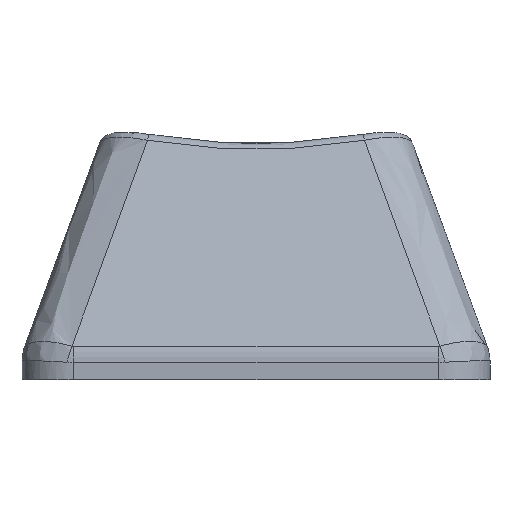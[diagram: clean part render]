
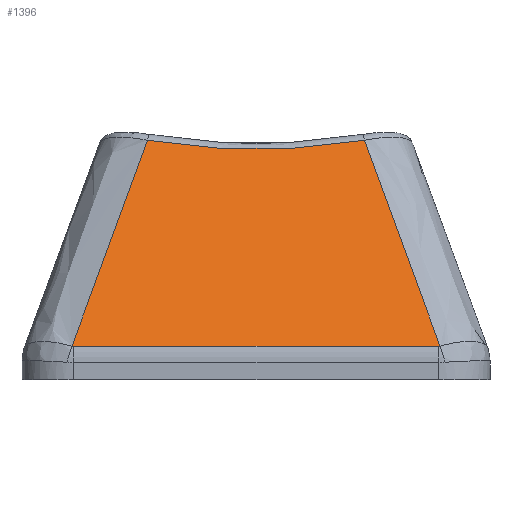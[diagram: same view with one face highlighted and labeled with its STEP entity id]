
A CAD part, front view. The second image highlights one B-rep face of the part: STEP entity #1396.
In plain terms, the highlighted planar face has unit normal (0, -0.909, 0.417).
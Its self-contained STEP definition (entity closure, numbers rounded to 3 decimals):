
#21=PLANE('',#1488);
#48=ELLIPSE('',#1481,1.2,0.5);
#50=ELLIPSE('',#1486,1.2,0.5);
#56=LINE('',#2469,#111);
#111=VECTOR('',#1583,10.);
#265=FACE_OUTER_BOUND('',#343,.T.);
#343=EDGE_LOOP('',(#1029,#1030,#1031,#1032,#1033,#1034));
#473=B_SPLINE_CURVE_WITH_KNOTS('',3,(#2629,#2630,#2631,#2632),
 .UNSPECIFIED.,.F.,.F.,(4,4),(-0.969,-0.042),
 .UNSPECIFIED.);
#475=B_SPLINE_CURVE_WITH_KNOTS('',3,(#2640,#2641,#2642,#2643),
 .UNSPECIFIED.,.F.,.F.,(4,4),(0.042,0.969),
 .UNSPECIFIED.);
#476=B_SPLINE_CURVE_WITH_KNOTS('',3,(#2644,#2645,#2646,#2647),
 .UNSPECIFIED.,.F.,.F.,(4,4),(-0.847,0.),.UNSPECIFIED.);
#596=VERTEX_POINT('',#2425);
#600=VERTEX_POINT('',#2459);
#602=VERTEX_POINT('',#2465);
#604=VERTEX_POINT('',#2486);
#610=VERTEX_POINT('',#2628);
#611=VERTEX_POINT('',#2639);
#765=EDGE_CURVE('',#596,#600,#48,.T.);
#768=EDGE_CURVE('',#600,#602,#56,.T.);
#771=EDGE_CURVE('',#602,#604,#50,.T.);
#782=EDGE_CURVE('',#604,#610,#473,.T.);
#784=EDGE_CURVE('',#611,#596,#475,.T.);
#785=EDGE_CURVE('',#610,#611,#476,.T.);
#1029=ORIENTED_EDGE('',*,*,#771,.F.);
#1030=ORIENTED_EDGE('',*,*,#768,.F.);
#1031=ORIENTED_EDGE('',*,*,#765,.F.);
#1032=ORIENTED_EDGE('',*,*,#784,.F.);
#1033=ORIENTED_EDGE('',*,*,#785,.F.);
#1034=ORIENTED_EDGE('',*,*,#782,.F.);
#1396=ADVANCED_FACE('',(#265),#21,.T.);
#1481=AXIS2_PLACEMENT_3D('',#2463,#1576,#1577);
#1486=AXIS2_PLACEMENT_3D('',#2490,#1588,#1589);
#1488=AXIS2_PLACEMENT_3D('',#2638,#1592,#1593);
#1576=DIRECTION('center_axis',(0.,0.909,-0.417));
#1577=DIRECTION('ref_axis',(0.,-0.417,-0.909));
#1583=DIRECTION('',(-1.,0.,0.));
#1588=DIRECTION('center_axis',(0.,0.909,-0.417));
#1589=DIRECTION('ref_axis',(0.,-0.417,-0.909));
#1592=DIRECTION('center_axis',(0.,-0.909,
0.417));
#1593=DIRECTION('ref_axis',(0.,-0.417,-0.909));
#2425=CARTESIAN_POINT('',(7.144,-8.94,0.306));
#2459=CARTESIAN_POINT('',(7.081,-8.944,0.298));
#2463=CARTESIAN_POINT('Origin',(7.081,-8.444,1.389));
#2465=CARTESIAN_POINT('',(-7.08,-8.944,0.298));
#2469=CARTESIAN_POINT('',(7.525,-8.944,0.298));
#2486=CARTESIAN_POINT('',(-7.144,-8.94,0.306));
#2490=CARTESIAN_POINT('Origin',(-7.08,-8.444,1.389));
#2628=CARTESIAN_POINT('',(-4.213,-5.28,8.295));
#2629=CARTESIAN_POINT('Ctrl Pts',(-7.144,-8.94,0.306));
#2630=CARTESIAN_POINT('Ctrl Pts',(-6.176,-7.719,2.972));
#2631=CARTESIAN_POINT('Ctrl Pts',(-5.202,-6.498,5.635));
#2632=CARTESIAN_POINT('Ctrl Pts',(-4.213,-5.28,8.295));
#2638=CARTESIAN_POINT('Origin',(5.969,-4.966,8.98));
#2639=CARTESIAN_POINT('',(4.213,-5.28,8.295));
#2640=CARTESIAN_POINT('Ctrl Pts',(4.213,-5.28,8.295));
#2641=CARTESIAN_POINT('Ctrl Pts',(5.202,-6.498,5.635));
#2642=CARTESIAN_POINT('Ctrl Pts',(6.176,-7.719,2.972));
#2643=CARTESIAN_POINT('Ctrl Pts',(7.144,-8.94,0.306));
#2644=CARTESIAN_POINT('Ctrl Pts',(-4.213,-5.28,8.295));
#2645=CARTESIAN_POINT('Ctrl Pts',(-1.436,-5.493,7.828));
#2646=CARTESIAN_POINT('Ctrl Pts',(1.436,-5.493,7.828));
#2647=CARTESIAN_POINT('Ctrl Pts',(4.213,-5.28,8.295));
